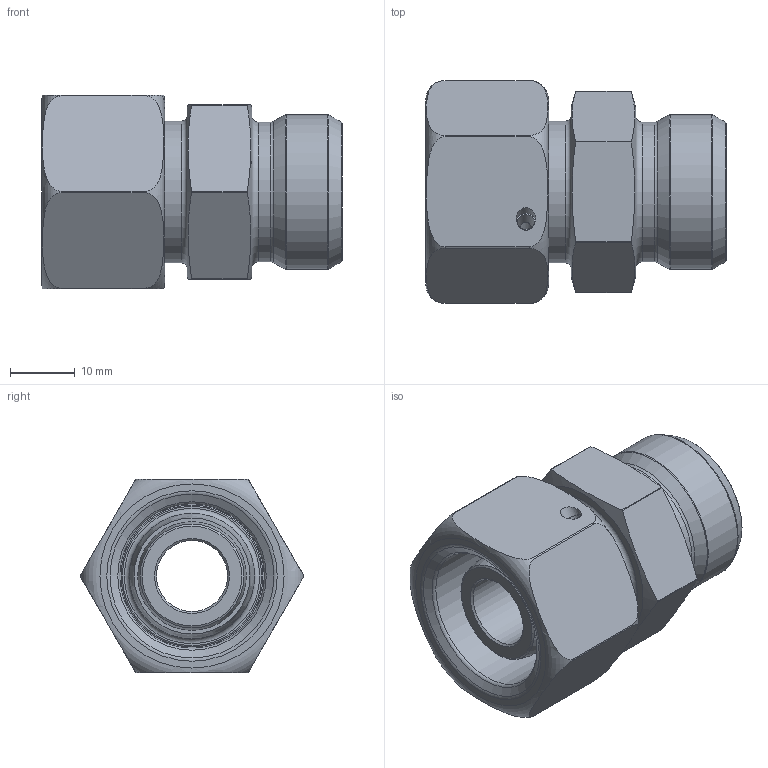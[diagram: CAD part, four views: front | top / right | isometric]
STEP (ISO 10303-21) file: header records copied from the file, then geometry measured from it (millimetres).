
FILE_DESCRIPTION(/* description */ (''),/* implementation_level */ '2;1');
FILE_NAME(/* name */ 'GDA16.stp',/* time_stamp */ '2025-01-17T07:28:32+01:00',/* author */ (''),/* organization */ (''),/* preprocessor_version */ 'ST-DEVELOPER v16',/* originating_system */ 'SIEMENS PLM Software NX 10.0',/* authorisation */ '');
FILE_SCHEMA (('CONFIG_CONTROL_DESIGN'));
Length unit declared in the file: millimetre
Products named in the file (5): X-ST16; X-OR-16; X-MT16; X-GDA16; GDA16
Assembly tree (4 placements, depth 2):
  GDA16
    X-GDA16
    X-MT16
    X-OR-16
    X-ST16
Bounding box: 46.5 x 34.5 x 30 mm (x, y, z)
Volume: 20086.5 mm3; surface area: 10656.4 mm2
Topology: 4 solids, 4 shells, 274 faces, 732 edges, 482 vertices
Faces by surface type: plane 204, cylinder 22, torus 20, cone 13, extrusion 12, bspline 2, revolution 1
Full cylindrical faces by diameter (mm): 2.65 x1, 3 x1, 11 x1, 16.2 x1, 21.6 x1, 21.955 x2, 22.245 x1, 22.376 x1, 24 x1
Entity records: 9728 total; most frequent: CARTESIAN_POINT 3393, ORIENTED_EDGE 1336, DIRECTION 879, EDGE_CURVE 668, VERTEX_POINT 464, B_SPLINE_CURVE_WITH_KNOTS 411, EDGE_LOOP 341, AXIS2_PLACEMENT_3D 332
